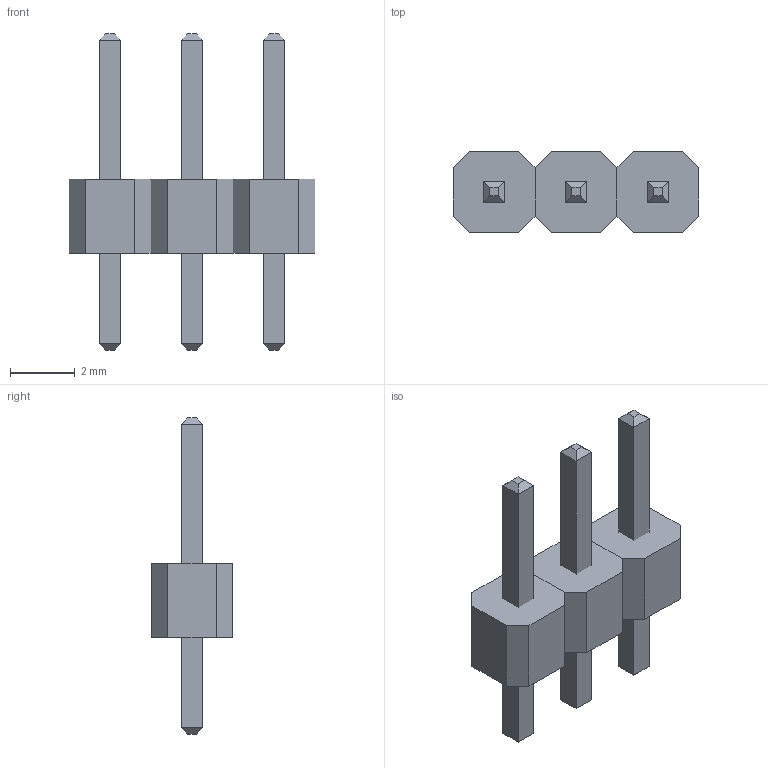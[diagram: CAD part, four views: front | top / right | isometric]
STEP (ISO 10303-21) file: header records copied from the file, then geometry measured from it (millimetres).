
FILE_DESCRIPTION(/* description */ (''),/* implementation_level */ '2;1');
FILE_NAME(/* name */ 'Connector-Breakaway-Header-2.54x0.66mm-3.step',/* time_stamp */ '2023-10-24T22:15:42+02:00',/* author */ (''),/* organization */ (''),/* preprocessor_version */ 'ST-DEVELOPER v20',/* originating_system */ 'Autodesk Translation Framework v12.14.0.127',/* authorisation */ '');
FILE_SCHEMA (('AUTOMOTIVE_DESIGN { 1 0 10303 214 3 1 1 }'));
Length unit declared in the file: millimetre
Products named in the file (4): Connector-Breakaway-Header-2.54x0.66mm-3; Connector-Breakaway-Header-2.54x0.66mm-1 v20; Body; Lead
Assembly tree (5 placements, depth 3):
  Connector-Breakaway-Header-2.54x0.66mm-3
    Connector-Breakaway-Header-2.54x0.66mm-1 v20  x3
      Body
      Lead
Bounding box: 7.62 x 2.5 x 9.8 mm (x, y, z)
Volume: 52.9 mm3; surface area: 174.5 mm2
Topology: 6 solids, 6 shells, 72 faces, 156 edges, 96 vertices
Faces by surface type: plane 72
Entity records: 781 total; most frequent: DIRECTION 120, CARTESIAN_POINT 118, ORIENTED_EDGE 104, LINE 52, VECTOR 52, EDGE_CURVE 52, AXIS2_PLACEMENT_3D 34, VERTEX_POINT 32
